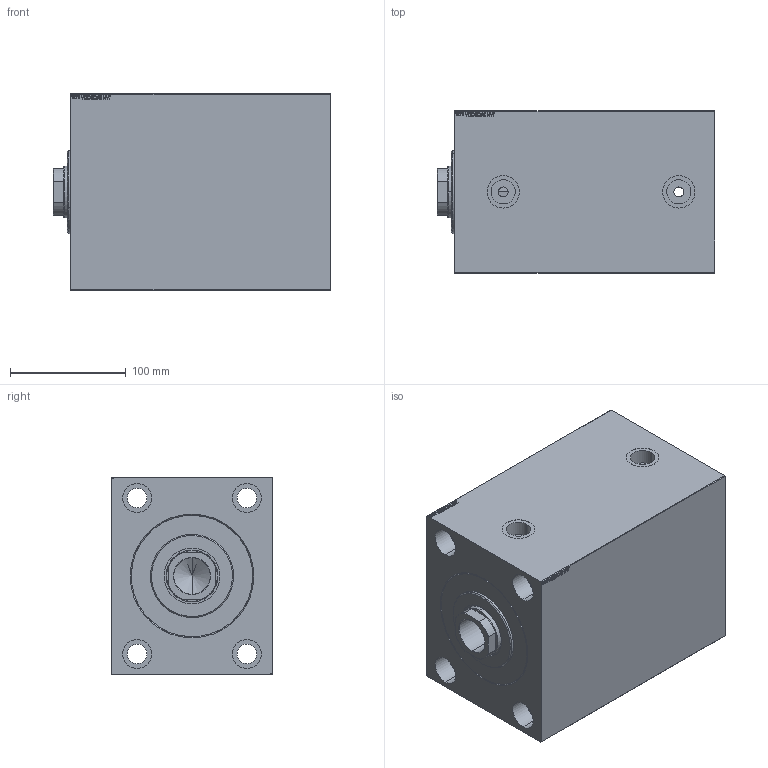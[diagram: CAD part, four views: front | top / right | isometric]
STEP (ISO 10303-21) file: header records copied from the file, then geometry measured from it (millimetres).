
FILE_DESCRIPTION (( 'STEP AP203' ), '1' );
FILE_NAME ('e222.STEP', '2022-04-17T04:22:06', ( '' ), ( '' ), 'SwSTEP 2.0', 'SolidWorks 2019', '' );
FILE_SCHEMA (( 'CONFIG_CONTROL_DESIGN' ));
Length unit declared in the file: millimetre
Products named in the file (4): V450CM_C_VCP 2341fe85064354e85831df629890c660; V450CM_C_Body 2341fe85064354e85831df629890c660; e222; V450CM_VC_B 2341fe85064354e85831df629890c660
Assembly tree (3 placements, depth 2):
  e222
    V450CM_C_Body 2341fe85064354e85831df629890c660
    V450CM_C_VCP 2341fe85064354e85831df629890c660
    V450CM_VC_B 2341fe85064354e85831df629890c660
Bounding box: 240 x 140 x 170 mm (x, y, z)
Volume: 4331215.5 mm3; surface area: 364951.9 mm2
Topology: 3 solids, 3 shells, 879 faces, 2246 edges, 1489 vertices
Faces by surface type: plane 413, bspline 380, cylinder 72, cone 14
Entity records: 44520 total; most frequent: CARTESIAN_POINT 25250, ORIENTED_EDGE 4488, DIRECTION 2638, EDGE_CURVE 2244, VERTEX_POINT 1489, VECTOR 1316, LINE 1316, EDGE_LOOP 1013
